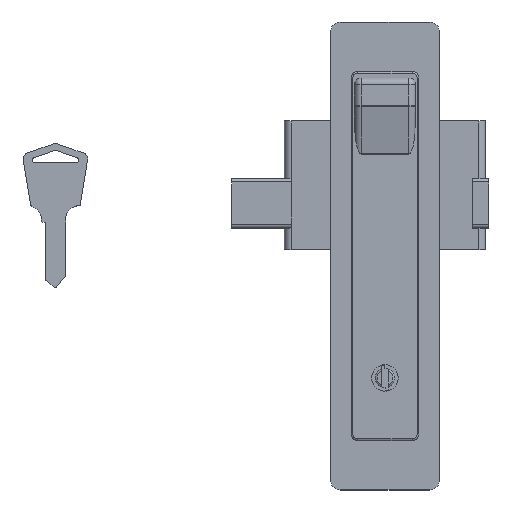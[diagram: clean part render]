
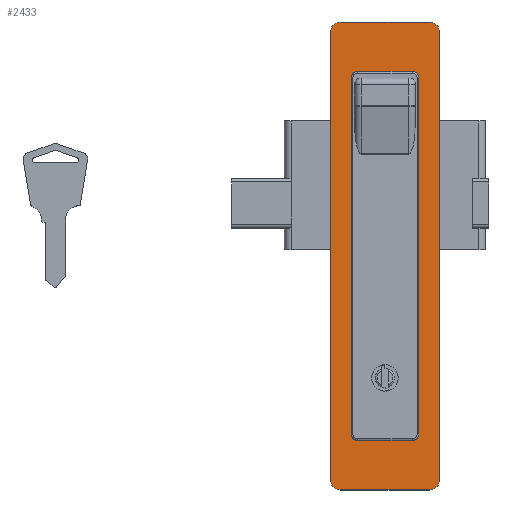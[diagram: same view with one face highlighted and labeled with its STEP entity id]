
A CAD part, top view. The second image highlights one B-rep face of the part: STEP entity #2433.
In plain terms, the highlighted planar face has unit normal (0, 0, 1).
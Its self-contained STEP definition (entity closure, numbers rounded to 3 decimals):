
#410 = AXIS2_PLACEMENT_3D ( 'NONE', #1072, #1073, #1074 ) ;
#433 = CIRCLE ( 'NONE', #410, 2. ) ;
#531 = EDGE_CURVE ( 'NONE', #9213, #9195, #433, .T. ) ;
#1072 = CARTESIAN_POINT ( 'NONE',  ( 8.25, -84., 3.5 ) ) ;
#1073 = DIRECTION ( 'NONE',  ( 0., 0., -1. ) ) ;
#1074 = DIRECTION ( 'NONE',  ( 1., 0., 0. ) ) ;
#1580 = EDGE_CURVE ( 'NONE', #12768, #12770, #10521, .T. ) ;
#1599 = EDGE_CURVE ( 'NONE', #9213, #12780, #10550, .T. ) ;
#1704 = EDGE_CURVE ( 'NONE', #9232, #9301, #10699, .T. ) ;
#1706 = EDGE_CURVE ( 'NONE', #9301, #9231, #10438, .T. ) ;
#1708 = EDGE_CURVE ( 'NONE', #9231, #9315, #10711, .T. ) ;
#1709 = EDGE_CURVE ( 'NONE', #9315, #9233, #10446, .T. ) ;
#1710 = EDGE_CURVE ( 'NONE', #9233, #9273, #10713, .T. ) ;
#1711 = EDGE_CURVE ( 'NONE', #9273, #9218, #10449, .T. ) ;
#1712 = EDGE_CURVE ( 'NONE', #9218, #9198, #10720, .T. ) ;
#1713 = EDGE_CURVE ( 'NONE', #9198, #9232, #10452, .T. ) ;
#1714 = EDGE_CURVE ( 'NONE', #9276, #9195, #10726, .T. ) ;
#1715 = EDGE_CURVE ( 'NONE', #9276, #12770, #10455, .T. ) ;
#1716 = EDGE_CURVE ( 'NONE', #12768, #9266, #10456, .T. ) ;
#1718 = EDGE_CURVE ( 'NONE', #9275, #9266, #10749, .T. ) ;
#1719 = EDGE_CURVE ( 'NONE', #9275, #12780, #10443, .T. ) ;
#2433 = ADVANCED_FACE ( 'NONE', ( #11421, #11417 ), #11422, .T. ) ;
#6095 = CARTESIAN_POINT ( 'NONE',  ( 8.25, -86., 3.5 ) ) ;
#6098 = CARTESIAN_POINT ( 'NONE',  ( 16.5, 38., 3.5 ) ) ;
#6111 = CARTESIAN_POINT ( 'NONE',  ( 10.25, -84., 3.5 ) ) ;
#6116 = CARTESIAN_POINT ( 'NONE',  ( 16.5, -98., 3.5 ) ) ;
#6129 = CARTESIAN_POINT ( 'NONE',  ( -16.5, 38., 3.5 ) ) ;
#6130 = CARTESIAN_POINT ( 'NONE',  ( 13.5, 41., 3.5 ) ) ;
#6131 = CARTESIAN_POINT ( 'NONE',  ( -13.5, -101., 3.5 ) ) ;
#6164 = CARTESIAN_POINT ( 'NONE',  ( -8.25, 26., 3.5 ) ) ;
#6171 = CARTESIAN_POINT ( 'NONE',  ( 13.5, -101., 3.5 ) ) ;
#6173 = CARTESIAN_POINT ( 'NONE',  ( 8.25, 26., 3.5 ) ) ;
#6174 = CARTESIAN_POINT ( 'NONE',  ( -8.25, -86., 3.5 ) ) ;
#6199 = CARTESIAN_POINT ( 'NONE',  ( -13.5, 41., 3.5 ) ) ;
#6213 = CARTESIAN_POINT ( 'NONE',  ( -16.5, -98., 3.5 ) ) ;
#6217 = CARTESIAN_POINT ( 'NONE',  ( -10.25, 24., 3.5 ) ) ;
#6218 = CARTESIAN_POINT ( 'NONE',  ( -10.25, -84., 3.5 ) ) ;
#6232 = CARTESIAN_POINT ( 'NONE',  ( 10.25, 24., 3.5 ) ) ;
#9191 = ORIENTED_EDGE ( 'NONE', *, *, #1709, .T. ) ;
#9194 = ORIENTED_EDGE ( 'NONE', *, *, #1704, .T. ) ;
#9195 = VERTEX_POINT ( 'NONE', #6095 ) ;
#9198 = VERTEX_POINT ( 'NONE', #6098 ) ;
#9213 = VERTEX_POINT ( 'NONE', #6111 ) ;
#9218 = VERTEX_POINT ( 'NONE', #6116 ) ;
#9231 = VERTEX_POINT ( 'NONE', #6129 ) ;
#9232 = VERTEX_POINT ( 'NONE', #6130 ) ;
#9233 = VERTEX_POINT ( 'NONE', #6131 ) ;
#9266 = VERTEX_POINT ( 'NONE', #6164 ) ;
#9273 = VERTEX_POINT ( 'NONE', #6171 ) ;
#9275 = VERTEX_POINT ( 'NONE', #6173 ) ;
#9276 = VERTEX_POINT ( 'NONE', #6174 ) ;
#9301 = VERTEX_POINT ( 'NONE', #6199 ) ;
#9315 = VERTEX_POINT ( 'NONE', #6213 ) ;
#10359 = VECTOR ( 'NONE', #10523, 1000. ) ;
#10370 = VECTOR ( 'NONE', #10552, 1000. ) ;
#10438 = CIRCLE ( 'NONE', #10445, 3. ) ;
#10441 = VECTOR ( 'NONE', #10712, 1000. ) ;
#10443 = CIRCLE ( 'NONE', #10463, 2. ) ;
#10444 = VECTOR ( 'NONE', #10719, 1000. ) ;
#10445 = AXIS2_PLACEMENT_3D ( 'NONE', #10715, #10716, #10717 ) ;
#10446 = CIRCLE ( 'NONE', #10448, 3. ) ;
#10447 = VECTOR ( 'NONE', #10725, 1000. ) ;
#10448 = AXIS2_PLACEMENT_3D ( 'NONE', #10722, #10723, #10724 ) ;
#10449 = CIRCLE ( 'NONE', #10451, 3. ) ;
#10450 = VECTOR ( 'NONE', #10731, 1000. ) ;
#10451 = AXIS2_PLACEMENT_3D ( 'NONE', #10728, #10729, #10730 ) ;
#10452 = CIRCLE ( 'NONE', #10454, 3. ) ;
#10453 = VECTOR ( 'NONE', #10735, 1000. ) ;
#10454 = AXIS2_PLACEMENT_3D ( 'NONE', #10732, #10733, #10734 ) ;
#10455 = CIRCLE ( 'NONE', #10457, 2. ) ;
#10456 = CIRCLE ( 'NONE', #10459, 2. ) ;
#10457 = AXIS2_PLACEMENT_3D ( 'NONE', #10737, #10738, #10739 ) ;
#10459 = AXIS2_PLACEMENT_3D ( 'NONE', #10741, #10742, #10743 ) ;
#10461 = VECTOR ( 'NONE', #10751, 1000. ) ;
#10463 = AXIS2_PLACEMENT_3D ( 'NONE', #10754, #10755, #10756 ) ;
#10521 = LINE ( 'NONE', #10522, #10359 ) ;
#10522 = CARTESIAN_POINT ( 'NONE',  ( -10.25, 26., 3.5 ) ) ;
#10523 = DIRECTION ( 'NONE',  ( 0., -1., 0. ) ) ;
#10550 = LINE ( 'NONE', #10551, #10370 ) ;
#10551 = CARTESIAN_POINT ( 'NONE',  ( 10.25, 26., 3.5 ) ) ;
#10552 = DIRECTION ( 'NONE',  ( 0., 1., 0. ) ) ;
#10687 = CARTESIAN_POINT ( 'NONE',  ( -16.5, 41., 3.5 ) ) ;
#10699 = LINE ( 'NONE', #10687, #10441 ) ;
#10711 = LINE ( 'NONE', #10718, #10444 ) ;
#10712 = DIRECTION ( 'NONE',  ( -1., 0., 0. ) ) ;
#10713 = LINE ( 'NONE', #10714, #10447 ) ;
#10714 = CARTESIAN_POINT ( 'NONE',  ( -16.5, -101., 3.5 ) ) ;
#10715 = CARTESIAN_POINT ( 'NONE',  ( -13.5, 38., 3.5 ) ) ;
#10716 = DIRECTION ( 'NONE',  ( 0., 0., 1. ) ) ;
#10717 = DIRECTION ( 'NONE',  ( 1., 0., 0. ) ) ;
#10718 = CARTESIAN_POINT ( 'NONE',  ( -16.5, 41., 3.5 ) ) ;
#10719 = DIRECTION ( 'NONE',  ( 0., -1., 0. ) ) ;
#10720 = LINE ( 'NONE', #10721, #10450 ) ;
#10721 = CARTESIAN_POINT ( 'NONE',  ( 16.5, 41., 3.5 ) ) ;
#10722 = CARTESIAN_POINT ( 'NONE',  ( -13.5, -98., 3.5 ) ) ;
#10723 = DIRECTION ( 'NONE',  ( 0., 0., 1. ) ) ;
#10724 = DIRECTION ( 'NONE',  ( 1., 0., 0. ) ) ;
#10725 = DIRECTION ( 'NONE',  ( 1., 0., 0. ) ) ;
#10726 = LINE ( 'NONE', #10727, #10453 ) ;
#10727 = CARTESIAN_POINT ( 'NONE',  ( -10.25, -86., 3.5 ) ) ;
#10728 = CARTESIAN_POINT ( 'NONE',  ( 13.5, -98., 3.5 ) ) ;
#10729 = DIRECTION ( 'NONE',  ( 0., 0., 1. ) ) ;
#10730 = DIRECTION ( 'NONE',  ( 1., 0., 0. ) ) ;
#10731 = DIRECTION ( 'NONE',  ( 0., 1., 0. ) ) ;
#10732 = CARTESIAN_POINT ( 'NONE',  ( 13.5, 38., 3.5 ) ) ;
#10733 = DIRECTION ( 'NONE',  ( 0., 0., 1. ) ) ;
#10734 = DIRECTION ( 'NONE',  ( 1., 0., 0. ) ) ;
#10735 = DIRECTION ( 'NONE',  ( 1., 0., 0. ) ) ;
#10737 = CARTESIAN_POINT ( 'NONE',  ( -8.25, -84., 3.5 ) ) ;
#10738 = DIRECTION ( 'NONE',  ( 0., 0., -1. ) ) ;
#10739 = DIRECTION ( 'NONE',  ( 1., 0., 0. ) ) ;
#10741 = CARTESIAN_POINT ( 'NONE',  ( -8.25, 24., 3.5 ) ) ;
#10742 = DIRECTION ( 'NONE',  ( 0., 0., -1. ) ) ;
#10743 = DIRECTION ( 'NONE',  ( 1., 0., 0. ) ) ;
#10749 = LINE ( 'NONE', #10750, #10461 ) ;
#10750 = CARTESIAN_POINT ( 'NONE',  ( -10.25, 26., 3.5 ) ) ;
#10751 = DIRECTION ( 'NONE',  ( -1., 0., 0. ) ) ;
#10754 = CARTESIAN_POINT ( 'NONE',  ( 8.25, 24., 3.5 ) ) ;
#10755 = DIRECTION ( 'NONE',  ( 0., 0., -1. ) ) ;
#10756 = DIRECTION ( 'NONE',  ( 1., 0., 0. ) ) ;
#10982 = AXIS2_PLACEMENT_3D ( 'NONE', #11412, #11424, #11425 ) ;
#11412 = CARTESIAN_POINT ( 'NONE',  ( -16.5, -101., 3.5 ) ) ;
#11417 = FACE_BOUND ( 'NONE', #13178, .T. ) ;
#11421 = FACE_OUTER_BOUND ( 'NONE', #13154, .T. ) ;
#11422 = PLANE ( 'NONE',  #10982 ) ;
#11424 = DIRECTION ( 'NONE',  ( 0., 0., 1. ) ) ;
#11425 = DIRECTION ( 'NONE',  ( 1., 0., 0. ) ) ;
#12768 = VERTEX_POINT ( 'NONE', #6217 ) ;
#12770 = VERTEX_POINT ( 'NONE', #6218 ) ;
#12780 = VERTEX_POINT ( 'NONE', #6232 ) ;
#12788 = ORIENTED_EDGE ( 'NONE', *, *, #1708, .T. ) ;
#13154 = EDGE_LOOP ( 'NONE', ( #9194, #13200, #12788, #9191, #14271, #14272, #14273, #14274 ) ) ;
#13178 = EDGE_LOOP ( 'NONE', ( #14275, #14276, #14277, #14278, #14279, #14280, #14281, #14282 ) ) ;
#13200 = ORIENTED_EDGE ( 'NONE', *, *, #1706, .T. ) ;
#14271 = ORIENTED_EDGE ( 'NONE', *, *, #1710, .T. ) ;
#14272 = ORIENTED_EDGE ( 'NONE', *, *, #1711, .T. ) ;
#14273 = ORIENTED_EDGE ( 'NONE', *, *, #1712, .T. ) ;
#14274 = ORIENTED_EDGE ( 'NONE', *, *, #1713, .T. ) ;
#14275 = ORIENTED_EDGE ( 'NONE', *, *, #1714, .F. ) ;
#14276 = ORIENTED_EDGE ( 'NONE', *, *, #1715, .T. ) ;
#14277 = ORIENTED_EDGE ( 'NONE', *, *, #1580, .F. ) ;
#14278 = ORIENTED_EDGE ( 'NONE', *, *, #1716, .T. ) ;
#14279 = ORIENTED_EDGE ( 'NONE', *, *, #1718, .F. ) ;
#14280 = ORIENTED_EDGE ( 'NONE', *, *, #1719, .T. ) ;
#14281 = ORIENTED_EDGE ( 'NONE', *, *, #1599, .F. ) ;
#14282 = ORIENTED_EDGE ( 'NONE', *, *, #531, .T. ) ;
